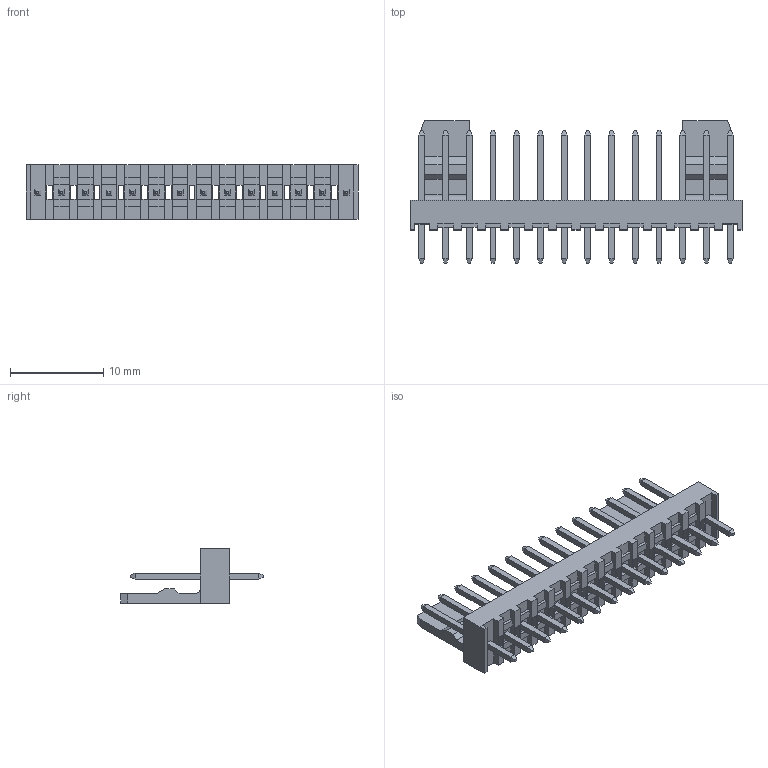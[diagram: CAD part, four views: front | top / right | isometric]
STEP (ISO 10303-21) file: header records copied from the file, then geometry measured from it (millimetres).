
FILE_DESCRIPTION(('STEP AP242'),'1');
FILE_NAME('0022272141.stp','2025-04-17T07:30:20',('TraceParts'),('TraceParts S.A.'),'Spatial InterOp 3D',' ',' ');
FILE_SCHEMA(('AP242_MANAGED_MODEL_BASED_3D_ENGINEERING_MIM_LF {1 0 10303 442 1 1 4}'));
Length unit declared in the file: millimetre
Products named in the file (1): 0022272141_1
Bounding box: 35.56 x 15.26 x 5.8 mm (x, y, z)
Volume: 698 mm3; surface area: 1523.6 mm2
Topology: 1 solids, 1 shells, 482 faces, 1272 edges, 848 vertices
Faces by surface type: plane 480, cylinder 2
Entity records: 14514 total; most frequent: CARTESIAN_POINT 2548, ORIENTED_EDGE 2488, DIRECTION 2272, EDGE_CURVE 1244, LINE 1240, VECTOR 1240, VERTEX_POINT 792, EDGE_LOOP 536
